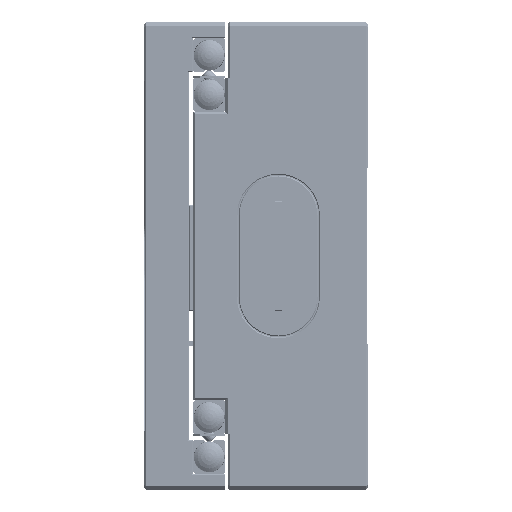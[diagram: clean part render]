
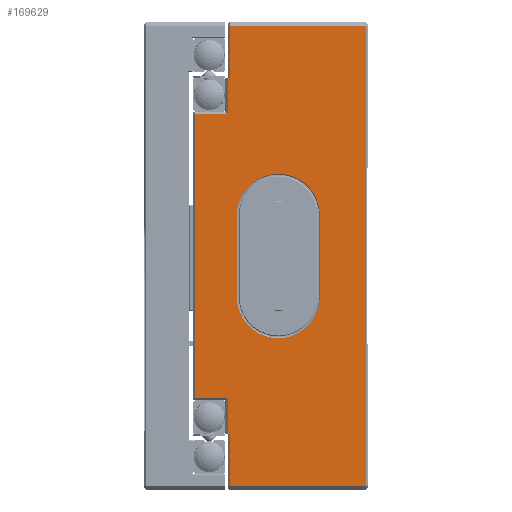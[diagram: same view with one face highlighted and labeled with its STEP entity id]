
A CAD part, left-side view. The second image highlights one B-rep face of the part: STEP entity #169629.
In plain terms, the highlighted planar face has unit normal (-1, 0, 0).
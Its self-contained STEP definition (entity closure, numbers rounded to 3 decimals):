
#613 = PLANE ( 'NONE',  #16626 ) ;
#3530 = EDGE_CURVE ( 'NONE', #178871, #13703, #163325, .T. ) ;
#4546 = VECTOR ( 'NONE', #153916, 1000. ) ;
#5016 = ORIENTED_EDGE ( 'NONE', *, *, #163940, .T. ) ;
#6167 = LINE ( 'NONE', #164465, #64820 ) ;
#6570 = EDGE_CURVE ( 'NONE', #167073, #128272, #155740, .T. ) ;
#7872 = LINE ( 'NONE', #180451, #4546 ) ;
#9623 = VERTEX_POINT ( 'NONE', #123224 ) ;
#9957 = AXIS2_PLACEMENT_3D ( 'NONE', #95767, #153166, #12737 ) ;
#10769 = VERTEX_POINT ( 'NONE', #170097 ) ;
#11281 = DIRECTION ( 'NONE',  ( 0., 0., -1. ) ) ;
#12737 = DIRECTION ( 'NONE',  ( 0., 1., 0. ) ) ;
#13147 = LINE ( 'NONE', #113121, #35932 ) ;
#13703 = VERTEX_POINT ( 'NONE', #74146 ) ;
#16258 = DIRECTION ( 'NONE',  ( 0., 0., -1. ) ) ;
#16419 = VECTOR ( 'NONE', #173802, 1000. ) ;
#16626 = AXIS2_PLACEMENT_3D ( 'NONE', #116611, #141106, #42148 ) ;
#20771 = LINE ( 'NONE', #137588, #176422 ) ;
#24637 = EDGE_CURVE ( 'NONE', #94062, #105619, #69596, .T. ) ;
#26637 = CARTESIAN_POINT ( 'NONE',  ( 0., 11.3, -1. ) ) ;
#28432 = LINE ( 'NONE', #135790, #48531 ) ;
#29545 = VECTOR ( 'NONE', #162791, 1000. ) ;
#30280 = EDGE_CURVE ( 'NONE', #105619, #10769, #6167, .T. ) ;
#30909 = VERTEX_POINT ( 'NONE', #93441 ) ;
#31612 = ORIENTED_EDGE ( 'NONE', *, *, #53979, .T. ) ;
#35932 = VECTOR ( 'NONE', #185665, 1000. ) ;
#35958 = DIRECTION ( 'NONE',  ( 0., 1., 0. ) ) ;
#42148 = DIRECTION ( 'NONE',  ( 0., 1., 0. ) ) ;
#43256 = VECTOR ( 'NONE', #143039, 1000. ) ;
#44341 = CIRCLE ( 'NONE', #149631, 10.2 ) ;
#48531 = VECTOR ( 'NONE', #150814, 1000. ) ;
#49081 = VECTOR ( 'NONE', #11281, 1000. ) ;
#51787 = CARTESIAN_POINT ( 'NONE',  ( 0., 42., -1. ) ) ;
#53979 = EDGE_CURVE ( 'NONE', #89885, #104640, #7872, .T. ) ;
#55564 = ORIENTED_EDGE ( 'NONE', *, *, #24637, .T. ) ;
#55864 = DIRECTION ( 'NONE',  ( 0., 1., 0. ) ) ;
#56130 = VECTOR ( 'NONE', #63495, 1000. ) ;
#56413 = EDGE_CURVE ( 'NONE', #13703, #94062, #62971, .T. ) ;
#56820 = DIRECTION ( 'NONE',  ( 1., 0., 0. ) ) ;
#62971 = LINE ( 'NONE', #133619, #29545 ) ;
#63288 = ORIENTED_EDGE ( 'NONE', *, *, #99886, .T. ) ;
#63495 = DIRECTION ( 'NONE',  ( 0., 0., -1. ) ) ;
#63876 = EDGE_CURVE ( 'NONE', #129798, #139846, #123488, .T. ) ;
#64508 = EDGE_LOOP ( 'NONE', ( #179418, #121954, #141293, #106347 ) ) ;
#64820 = VECTOR ( 'NONE', #147551, 1000. ) ;
#65105 = ORIENTED_EDGE ( 'NONE', *, *, #63876, .T. ) ;
#66794 = CARTESIAN_POINT ( 'NONE',  ( 0., 42., 21.5 ) ) ;
#67395 = VECTOR ( 'NONE', #35958, 1000. ) ;
#69349 = EDGE_CURVE ( 'NONE', #104640, #129798, #101177, .T. ) ;
#69596 = LINE ( 'NONE', #140234, #43256 ) ;
#70093 = ORIENTED_EDGE ( 'NONE', *, *, #56413, .T. ) ;
#73820 = CARTESIAN_POINT ( 'NONE',  ( 0., 42.5, 91.5 ) ) ;
#74146 = CARTESIAN_POINT ( 'NONE',  ( 0., 33.5, 0. ) ) ;
#79712 = CARTESIAN_POINT ( 'NONE',  ( 0., 31.7, 46.5 ) ) ;
#85579 = FACE_OUTER_BOUND ( 'NONE', #158553, .T. ) ;
#86261 = LINE ( 'NONE', #132328, #16419 ) ;
#87096 = ORIENTED_EDGE ( 'NONE', *, *, #173841, .T. ) ;
#89885 = VERTEX_POINT ( 'NONE', #143346 ) ;
#91882 = ORIENTED_EDGE ( 'NONE', *, *, #3530, .T. ) ;
#93441 = CARTESIAN_POINT ( 'NONE',  ( 0., 33.5, 100.3 ) ) ;
#94062 = VERTEX_POINT ( 'NONE', #139097 ) ;
#95767 = CARTESIAN_POINT ( 'NONE',  ( 0., 21.5, 66.5 ) ) ;
#99886 = EDGE_CURVE ( 'NONE', #30909, #89885, #107674, .T. ) ;
#100353 = CARTESIAN_POINT ( 'NONE',  ( 0., 33.5, 12.7 ) ) ;
#101177 = LINE ( 'NONE', #73820, #112085 ) ;
#103249 = CARTESIAN_POINT ( 'NONE',  ( 0., 33.5, 100.3 ) ) ;
#104176 = LINE ( 'NONE', #103249, #157138 ) ;
#104640 = VERTEX_POINT ( 'NONE', #147731 ) ;
#105619 = VERTEX_POINT ( 'NONE', #147973 ) ;
#106347 = ORIENTED_EDGE ( 'NONE', *, *, #137262, .T. ) ;
#107674 = LINE ( 'NONE', #151816, #67395 ) ;
#108422 = ORIENTED_EDGE ( 'NONE', *, *, #30280, .T. ) ;
#109397 = DIRECTION ( 'NONE',  ( 0., 0., -1. ) ) ;
#112085 = VECTOR ( 'NONE', #144447, 1000. ) ;
#113121 = CARTESIAN_POINT ( 'NONE',  ( 0., 42.5, 12.7 ) ) ;
#115035 = VERTEX_POINT ( 'NONE', #79712 ) ;
#116611 = CARTESIAN_POINT ( 'NONE',  ( 0., 42.5, -1. ) ) ;
#121954 = ORIENTED_EDGE ( 'NONE', *, *, #176831, .T. ) ;
#122787 = ORIENTED_EDGE ( 'NONE', *, *, #69349, .T. ) ;
#123224 = CARTESIAN_POINT ( 'NONE',  ( 0., 31.7, 66.5 ) ) ;
#123488 = LINE ( 'NONE', #51787, #49081 ) ;
#123845 = CARTESIAN_POINT ( 'NONE',  ( 0., 11.3, 46.5 ) ) ;
#124314 = ORIENTED_EDGE ( 'NONE', *, *, #182099, .T. ) ;
#125590 = CARTESIAN_POINT ( 'NONE',  ( 0., 34., 21.5 ) ) ;
#128272 = VERTEX_POINT ( 'NONE', #123845 ) ;
#129798 = VERTEX_POINT ( 'NONE', #139387 ) ;
#132328 = CARTESIAN_POINT ( 'NONE',  ( 0., 42.5, 21.5 ) ) ;
#132636 = VECTOR ( 'NONE', #16258, 1000. ) ;
#133112 = ORIENTED_EDGE ( 'NONE', *, *, #157613, .T. ) ;
#133619 = CARTESIAN_POINT ( 'NONE',  ( 0., 42.5, 0. ) ) ;
#135790 = CARTESIAN_POINT ( 'NONE',  ( 0., 31.7, -1. ) ) ;
#137262 = EDGE_CURVE ( 'NONE', #9623, #167073, #145450, .T. ) ;
#137588 = CARTESIAN_POINT ( 'NONE',  ( 0., 34., -1. ) ) ;
#137614 = CARTESIAN_POINT ( 'NONE',  ( 0., 34., 12.7 ) ) ;
#139097 = CARTESIAN_POINT ( 'NONE',  ( 0., 0., 0. ) ) ;
#139387 = CARTESIAN_POINT ( 'NONE',  ( 0., 42., 91.5 ) ) ;
#139846 = VERTEX_POINT ( 'NONE', #66794 ) ;
#140234 = CARTESIAN_POINT ( 'NONE',  ( 0., 0., 113. ) ) ;
#141106 = DIRECTION ( 'NONE',  ( 1., 0., 0. ) ) ;
#141293 = ORIENTED_EDGE ( 'NONE', *, *, #166427, .T. ) ;
#143039 = DIRECTION ( 'NONE',  ( 0., 0., 1. ) ) ;
#143346 = CARTESIAN_POINT ( 'NONE',  ( 0., 34., 100.3 ) ) ;
#144447 = DIRECTION ( 'NONE',  ( 0., 1., 0. ) ) ;
#145450 = CIRCLE ( 'NONE', #9957, 10.2 ) ;
#147551 = DIRECTION ( 'NONE',  ( 0., 1., 0. ) ) ;
#147731 = CARTESIAN_POINT ( 'NONE',  ( 0., 34., 91.5 ) ) ;
#147973 = CARTESIAN_POINT ( 'NONE',  ( 0., 0., 113. ) ) ;
#149631 = AXIS2_PLACEMENT_3D ( 'NONE', #182262, #56820, #55864 ) ;
#150079 = CARTESIAN_POINT ( 'NONE',  ( 0., 33.5, -1. ) ) ;
#150814 = DIRECTION ( 'NONE',  ( 0., 0., 1. ) ) ;
#151816 = CARTESIAN_POINT ( 'NONE',  ( 0., 42.5, 100.3 ) ) ;
#153166 = DIRECTION ( 'NONE',  ( 1., 0., 0. ) ) ;
#153916 = DIRECTION ( 'NONE',  ( 0., 0., -1. ) ) ;
#155740 = LINE ( 'NONE', #26637, #132636 ) ;
#157138 = VECTOR ( 'NONE', #178593, 1000. ) ;
#157613 = EDGE_CURVE ( 'NONE', #158378, #178871, #13147, .T. ) ;
#158378 = VERTEX_POINT ( 'NONE', #137614 ) ;
#158553 = EDGE_LOOP ( 'NONE', ( #108422, #124314, #63288, #31612, #122787, #65105, #87096, #5016, #133112, #91882, #70093, #55564 ) ) ;
#160868 = CARTESIAN_POINT ( 'NONE',  ( 0., 11.3, 66.5 ) ) ;
#162791 = DIRECTION ( 'NONE',  ( 0., -1., 0. ) ) ;
#163325 = LINE ( 'NONE', #150079, #56130 ) ;
#163940 = EDGE_CURVE ( 'NONE', #173226, #158378, #20771, .T. ) ;
#164465 = CARTESIAN_POINT ( 'NONE',  ( 0., 42.5, 113. ) ) ;
#166427 = EDGE_CURVE ( 'NONE', #115035, #9623, #28432, .T. ) ;
#167073 = VERTEX_POINT ( 'NONE', #160868 ) ;
#169629 = ADVANCED_FACE ( 'NONE', ( #172160, #85579 ), #613, .F. ) ;
#170097 = CARTESIAN_POINT ( 'NONE',  ( 0., 33.5, 113. ) ) ;
#172160 = FACE_BOUND ( 'NONE', #64508, .T. ) ;
#173226 = VERTEX_POINT ( 'NONE', #125590 ) ;
#173802 = DIRECTION ( 'NONE',  ( 0., -1., 0. ) ) ;
#173841 = EDGE_CURVE ( 'NONE', #139846, #173226, #86261, .T. ) ;
#176422 = VECTOR ( 'NONE', #109397, 1000. ) ;
#176831 = EDGE_CURVE ( 'NONE', #128272, #115035, #44341, .T. ) ;
#178593 = DIRECTION ( 'NONE',  ( 0., 0., -1. ) ) ;
#178871 = VERTEX_POINT ( 'NONE', #100353 ) ;
#179418 = ORIENTED_EDGE ( 'NONE', *, *, #6570, .T. ) ;
#180451 = CARTESIAN_POINT ( 'NONE',  ( 0., 34., 92. ) ) ;
#182099 = EDGE_CURVE ( 'NONE', #10769, #30909, #104176, .T. ) ;
#182262 = CARTESIAN_POINT ( 'NONE',  ( 0., 21.5, 46.5 ) ) ;
#185665 = DIRECTION ( 'NONE',  ( 0., -1., 0. ) ) ;
